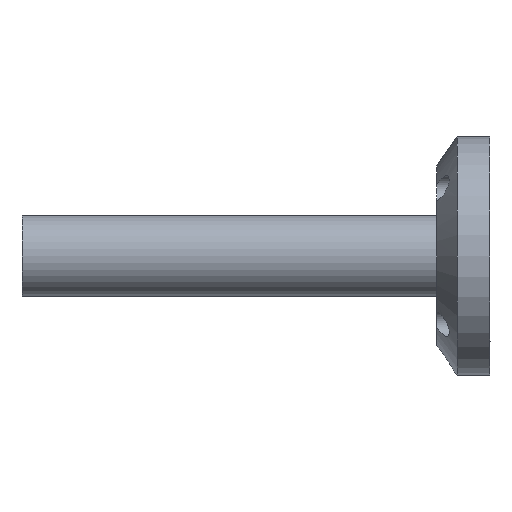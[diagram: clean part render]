
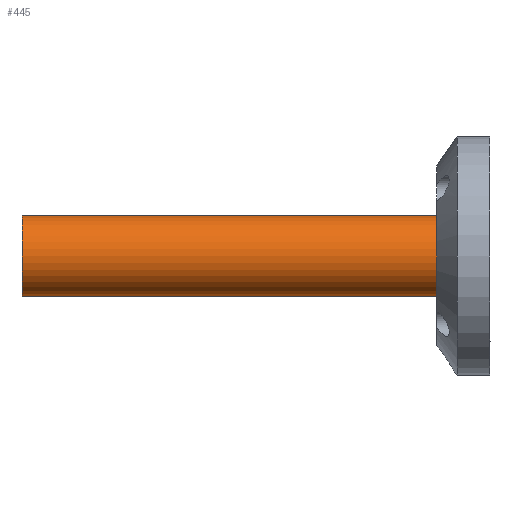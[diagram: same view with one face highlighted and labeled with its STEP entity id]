
A CAD part, front view. The second image highlights one B-rep face of the part: STEP entity #445.
In plain terms, the highlighted cylindrical face has radius 8.5 mm (diameter 17 mm), a partial arc.
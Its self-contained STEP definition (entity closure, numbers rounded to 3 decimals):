
#4 = ORIENTED_EDGE ( 'NONE', *, *, #283, .F. ) ;
#21 = CARTESIAN_POINT ( 'NONE',  ( 765.631, -25.644, 1134.653 ) ) ;
#37 = LINE ( 'NONE', #397, #958 ) ;
#76 = AXIS2_PLACEMENT_3D ( 'NONE', #293, #282, #245 ) ;
#104 = DIRECTION ( 'NONE',  ( 0., 0., -1. ) ) ;
#153 = CARTESIAN_POINT ( 'NONE',  ( 776.731, -25.644, 1143.153 ) ) ;
#170 = CYLINDRICAL_SURFACE ( 'NONE', #1412, 8.5 ) ;
#175 = DIRECTION ( 'NONE',  ( 1., 0., 0. ) ) ;
#245 = DIRECTION ( 'NONE',  ( 0., -1., 0. ) ) ;
#272 = AXIS2_PLACEMENT_3D ( 'NONE', #21, #175, #104 ) ;
#281 = EDGE_CURVE ( 'NONE', #1188, #1781, #37, .T. ) ;
#282 = DIRECTION ( 'NONE',  ( -1., 0., 0. ) ) ;
#283 = EDGE_CURVE ( 'NONE', #1188, #806, #1510, .T. ) ;
#293 = CARTESIAN_POINT ( 'NONE',  ( 678.731, -25.644, 1134.653 ) ) ;
#365 = DIRECTION ( 'NONE',  ( 1., 0., 0. ) ) ;
#380 = ORIENTED_EDGE ( 'NONE', *, *, #281, .T. ) ;
#397 = CARTESIAN_POINT ( 'NONE',  ( 776.731, -25.644, 1126.153 ) ) ;
#445 = ADVANCED_FACE ( 'NONE', ( #716 ), #170, .T. ) ;
#674 = DIRECTION ( 'NONE',  ( 1., 0., 0. ) ) ;
#716 = FACE_OUTER_BOUND ( 'NONE', #781, .T. ) ;
#776 = EDGE_CURVE ( 'NONE', #806, #1450, #1058, .T. ) ;
#781 = EDGE_LOOP ( 'NONE', ( #935, #4, #380, #820 ) ) ;
#806 = VERTEX_POINT ( 'NONE', #883 ) ;
#820 = ORIENTED_EDGE ( 'NONE', *, *, #1024, .F. ) ;
#878 = DIRECTION ( 'NONE',  ( 0., 0., -1. ) ) ;
#883 = CARTESIAN_POINT ( 'NONE',  ( 678.731, -25.644, 1143.153 ) ) ;
#888 = DIRECTION ( 'NONE',  ( 1., 0., 0. ) ) ;
#935 = ORIENTED_EDGE ( 'NONE', *, *, #776, .F. ) ;
#958 = VECTOR ( 'NONE', #365, 1000. ) ;
#1009 = CARTESIAN_POINT ( 'NONE',  ( 765.631, -25.644, 1143.153 ) ) ;
#1024 = EDGE_CURVE ( 'NONE', #1450, #1781, #1151, .T. ) ;
#1058 = LINE ( 'NONE', #153, #1429 ) ;
#1151 = CIRCLE ( 'NONE', #272, 8.5 ) ;
#1188 = VERTEX_POINT ( 'NONE', #1745 ) ;
#1412 = AXIS2_PLACEMENT_3D ( 'NONE', #1929, #888, #878 ) ;
#1429 = VECTOR ( 'NONE', #674, 1000. ) ;
#1450 = VERTEX_POINT ( 'NONE', #1009 ) ;
#1510 = CIRCLE ( 'NONE', #76, 8.5 ) ;
#1546 = CARTESIAN_POINT ( 'NONE',  ( 765.631, -25.644, 1126.153 ) ) ;
#1745 = CARTESIAN_POINT ( 'NONE',  ( 678.731, -25.644, 1126.153 ) ) ;
#1781 = VERTEX_POINT ( 'NONE', #1546 ) ;
#1929 = CARTESIAN_POINT ( 'NONE',  ( 776.731, -25.644, 1134.653 ) ) ;
